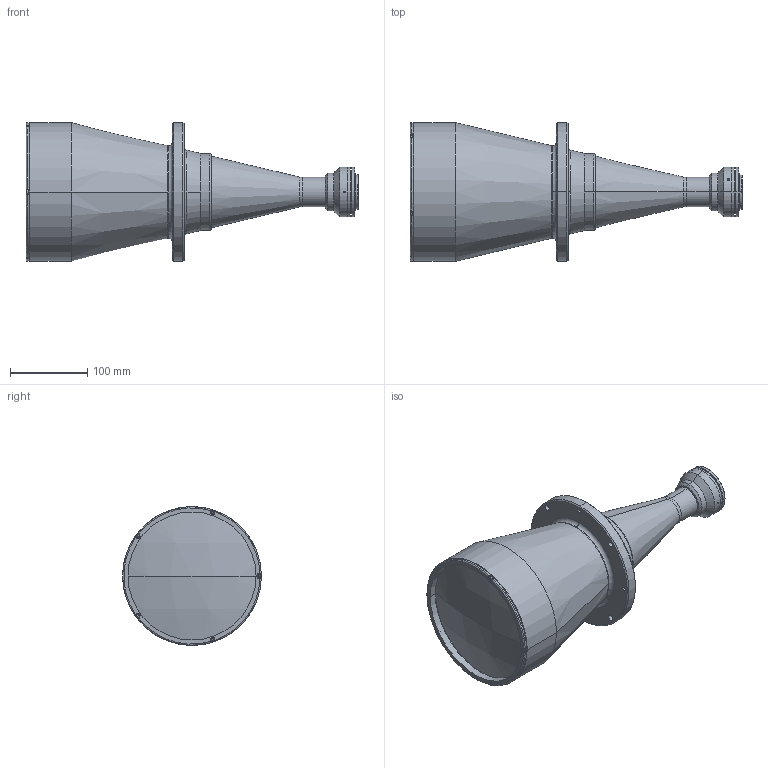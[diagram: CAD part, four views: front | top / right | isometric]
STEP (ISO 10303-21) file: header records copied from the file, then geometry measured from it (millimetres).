
FILE_DESCRIPTION (( 'STEP AP214' ), '1' );
FILE_NAME ('TC2M120HR-F.STEP', '2014-06-03T13:25:30', ( 'piermario' ), ( '' ), 'SwSTEP 2.0', 'SolidWorks 2013', '' );
FILE_SCHEMA (( 'AUTOMOTIVE_DESIGN' ));
Length unit declared in the file: millimetre
Products named in the file (1): TC2M120HR-F
Bounding box: 430.67 x 180 x 180 mm (x, y, z)
Surface area: 234450.7 mm2 (no closed solid volume)
Topology: 0 solids, 20 shells, 253 faces, 740 edges, 507 vertices
Faces by surface type: plane 97, cylinder 95, torus 33, cone 24, sphere 4
Entity records: 11638 total; most frequent: CARTESIAN_POINT 1891, DIRECTION 1579, ORIENTED_EDGE 1252, EDGE_CURVE 740, AXIS2_PLACEMENT_3D 617, VERTEX_POINT 507, CIRCLE 363, LINE 345
